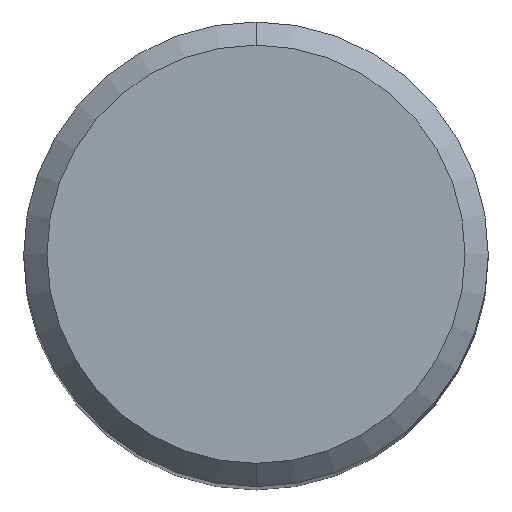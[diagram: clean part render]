
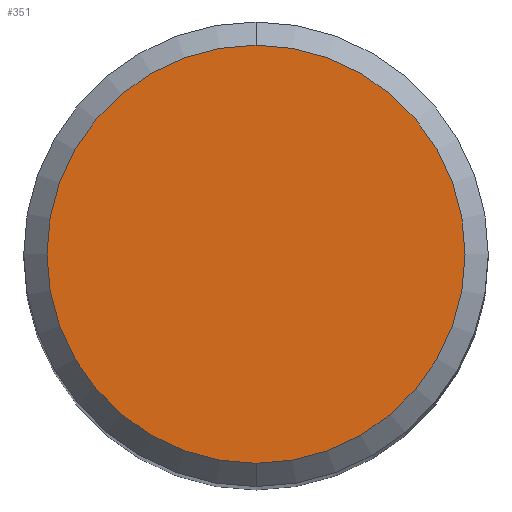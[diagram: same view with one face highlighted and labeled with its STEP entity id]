
A CAD part, top view. The second image highlights one B-rep face of the part: STEP entity #351.
In plain terms, the highlighted planar face has unit normal (0, 0, 1).
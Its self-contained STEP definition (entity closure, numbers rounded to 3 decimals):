
#187=VERTEX_POINT('',#478);
#235=EDGE_CURVE('',#277,#187,#532,.T.);
#277=VERTEX_POINT('',#577);
#347=EDGE_CURVE('',#187,#277,#655,.T.);
#351=ADVANCED_FACE('',(#659),#660,.T.);
#478=CARTESIAN_POINT('',(0.0,3.6,0.0));
#532=CIRCLE('',#926,3.6);
#577=CARTESIAN_POINT('',(0.,-3.6,0.0));
#655=CIRCLE('',#1211,3.6);
#659=FACE_OUTER_BOUND('',#1229,.T.);
#660=PLANE('',#1230);
#926=AXIS2_PLACEMENT_3D('',#1465,#1466,#1467);
#1211=AXIS2_PLACEMENT_3D('',#1597,#1598,#1599);
#1229=EDGE_LOOP('',(#1601,#1602));
#1230=AXIS2_PLACEMENT_3D('',#1603,#1604,#1605);
#1465=CARTESIAN_POINT('',(0.0,0.0,0.0));
#1466=DIRECTION('',(0.0,0.0,-1.0));
#1467=DIRECTION('',(0.0,1.0,0.0));
#1597=CARTESIAN_POINT('',(0.0,0.0,0.0));
#1598=DIRECTION('',(0.0,0.0,-1.0));
#1599=DIRECTION('',(0.0,1.0,0.0));
#1601=ORIENTED_EDGE('',*,*,#347,.F.);
#1602=ORIENTED_EDGE('',*,*,#235,.F.);
#1603=CARTESIAN_POINT('',(0.0,1.8,0.0));
#1604=DIRECTION('',(-0.0,0.0,1.0));
#1605=DIRECTION('',(0.0,-1.0,0.0));
